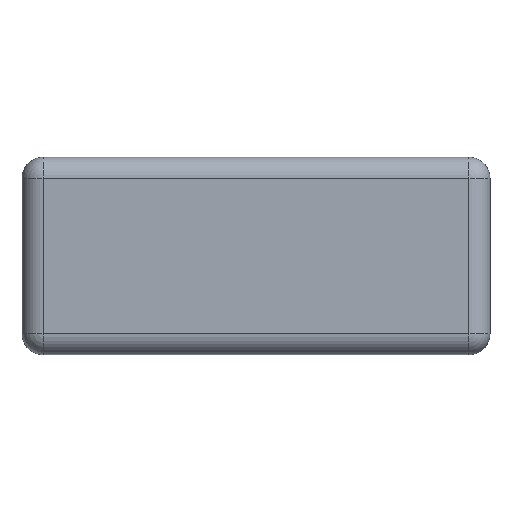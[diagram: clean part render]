
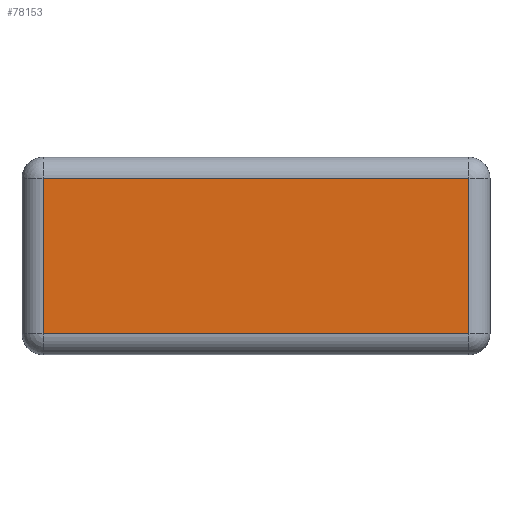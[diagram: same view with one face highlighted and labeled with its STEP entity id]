
A CAD part, front view. The second image highlights one B-rep face of the part: STEP entity #78153.
In plain terms, the highlighted planar face has unit normal (0, -1, 0).
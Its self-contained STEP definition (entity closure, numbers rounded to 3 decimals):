
#1375 = ORIENTED_EDGE ( 'NONE', *, *, #65078, .T. ) ;
#8387 = EDGE_LOOP ( 'NONE', ( #79765, #10395, #1375, #68762 ) ) ;
#10395 = ORIENTED_EDGE ( 'NONE', *, *, #45052, .T. ) ;
#15830 = VECTOR ( 'NONE', #37131, 1000. ) ;
#18654 = LINE ( 'NONE', #62639, #39857 ) ;
#19432 = LINE ( 'NONE', #24344, #15830 ) ;
#21968 = EDGE_CURVE ( 'NONE', #33801, #75340, #29060, .T. ) ;
#24016 = PLANE ( 'NONE',  #49020 ) ;
#24344 = CARTESIAN_POINT ( 'NONE',  ( -801.883, -194.196, -277.233 ) ) ;
#25375 = VERTEX_POINT ( 'NONE', #68338 ) ;
#28799 = VERTEX_POINT ( 'NONE', #47088 ) ;
#29060 = LINE ( 'NONE', #66832, #74218 ) ;
#31021 = CARTESIAN_POINT ( 'NONE',  ( -772.033, -194.196, -277.233 ) ) ;
#33801 = VERTEX_POINT ( 'NONE', #79235 ) ;
#37131 = DIRECTION ( 'NONE',  ( 0., 0., -1. ) ) ;
#39857 = VECTOR ( 'NONE', #49050, 1000. ) ;
#39977 = LINE ( 'NONE', #76909, #63204 ) ;
#41812 = CARTESIAN_POINT ( 'NONE',  ( 801.883, -194.196, -292.334 ) ) ;
#45052 = EDGE_CURVE ( 'NONE', #75340, #25375, #18654, .T. ) ;
#47088 = CARTESIAN_POINT ( 'NONE',  ( -801.883, -194.196, 292.334 ) ) ;
#47890 = FACE_OUTER_BOUND ( 'NONE', #8387, .T. ) ;
#49020 = AXIS2_PLACEMENT_3D ( 'NONE', #31021, #56092, #66809 ) ;
#49050 = DIRECTION ( 'NONE',  ( 0., 0., 1. ) ) ;
#56092 = DIRECTION ( 'NONE',  ( 0., -1., 0. ) ) ;
#62639 = CARTESIAN_POINT ( 'NONE',  ( 801.883, -194.196, -277.233 ) ) ;
#63204 = VECTOR ( 'NONE', #71569, 1000. ) ;
#64895 = EDGE_CURVE ( 'NONE', #28799, #33801, #19432, .T. ) ;
#65078 = EDGE_CURVE ( 'NONE', #25375, #28799, #39977, .T. ) ;
#66809 = DIRECTION ( 'NONE',  ( 0., 0., -1. ) ) ;
#66832 = CARTESIAN_POINT ( 'NONE',  ( -772.033, -194.196, -292.334 ) ) ;
#68338 = CARTESIAN_POINT ( 'NONE',  ( 801.883, -194.196, 292.334 ) ) ;
#68762 = ORIENTED_EDGE ( 'NONE', *, *, #64895, .T. ) ;
#71569 = DIRECTION ( 'NONE',  ( -1., 0., 0. ) ) ;
#74218 = VECTOR ( 'NONE', #78335, 1000. ) ;
#75340 = VERTEX_POINT ( 'NONE', #41812 ) ;
#76909 = CARTESIAN_POINT ( 'NONE',  ( -772.033, -194.196, 292.334 ) ) ;
#78153 = ADVANCED_FACE ( 'NONE', ( #47890 ), #24016, .T. ) ;
#78335 = DIRECTION ( 'NONE',  ( 1., 0., 0. ) ) ;
#79235 = CARTESIAN_POINT ( 'NONE',  ( -801.883, -194.196, -292.334 ) ) ;
#79765 = ORIENTED_EDGE ( 'NONE', *, *, #21968, .T. ) ;
